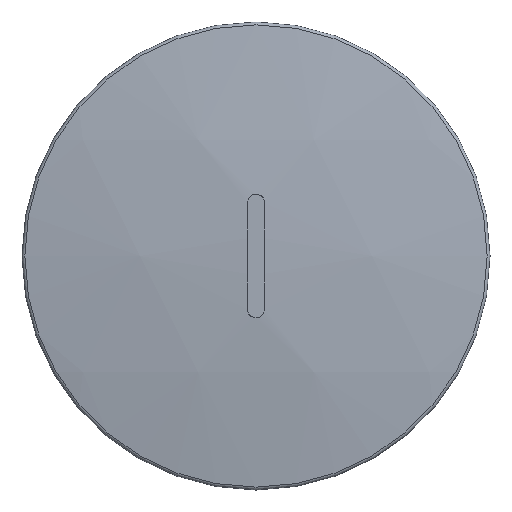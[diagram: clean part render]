
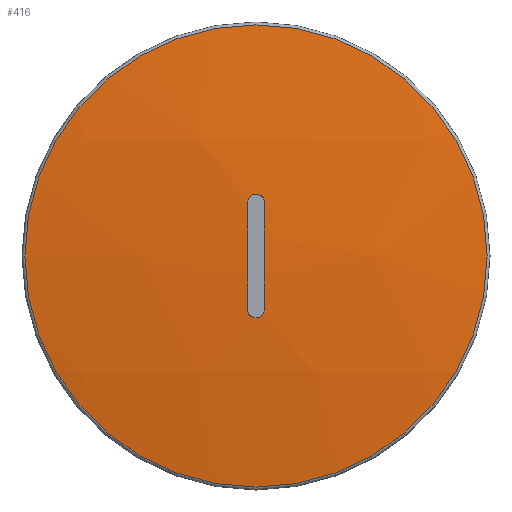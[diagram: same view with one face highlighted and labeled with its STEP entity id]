
A CAD part, left-side view. The second image highlights one B-rep face of the part: STEP entity #416.
In plain terms, the highlighted spherical face has radius 213.087 mm.
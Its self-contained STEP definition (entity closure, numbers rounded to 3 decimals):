
#43=ELLIPSE('',#466,1.226,1.225);
#44=ELLIPSE('',#468,1.226,1.225);
#45=SPHERICAL_SURFACE('',#464,213.087);
#81=FACE_BOUND('',#139,.T.);
#101=FACE_OUTER_BOUND('',#138,.T.);
#138=EDGE_LOOP('',(#328));
#139=EDGE_LOOP('',(#329,#330,#331,#332));
#184=CIRCLE('',#463,33.579);
#185=CIRCLE('',#465,213.083);
#186=CIRCLE('',#467,213.083);
#224=VERTEX_POINT('',#1440);
#225=VERTEX_POINT('',#1443);
#226=VERTEX_POINT('',#1444);
#227=VERTEX_POINT('',#1446);
#228=VERTEX_POINT('',#1448);
#267=EDGE_CURVE('',#224,#224,#184,.T.);
#268=EDGE_CURVE('',#225,#226,#185,.T.);
#269=EDGE_CURVE('',#226,#227,#43,.T.);
#270=EDGE_CURVE('',#227,#228,#186,.T.);
#271=EDGE_CURVE('',#228,#225,#44,.T.);
#328=ORIENTED_EDGE('',*,*,#267,.F.);
#329=ORIENTED_EDGE('',*,*,#268,.T.);
#330=ORIENTED_EDGE('',*,*,#269,.T.);
#331=ORIENTED_EDGE('',*,*,#270,.T.);
#332=ORIENTED_EDGE('',*,*,#271,.T.);
#416=ADVANCED_FACE('',(#101,#81),#45,.T.);
#463=AXIS2_PLACEMENT_3D('',#1441,#539,#540);
#464=AXIS2_PLACEMENT_3D('',#1442,#541,#542);
#465=AXIS2_PLACEMENT_3D('',#1445,#543,#544);
#466=AXIS2_PLACEMENT_3D('',#1447,#545,#546);
#467=AXIS2_PLACEMENT_3D('',#1449,#547,#548);
#468=AXIS2_PLACEMENT_3D('',#1450,#549,#550);
#539=DIRECTION('center_axis',(1.,0.,0.));
#540=DIRECTION('ref_axis',(0.,-1.,0.));
#541=DIRECTION('center_axis',(0.,0.,1.));
#542=DIRECTION('ref_axis',(1.,0.,0.));
#543=DIRECTION('center_axis',(0.,-1.,0.));
#544=DIRECTION('ref_axis',(0.,0.,1.));
#545=DIRECTION('center_axis',(0.999,0.,0.036));
#546=DIRECTION('ref_axis',(0.036,0.,-0.999));
#547=DIRECTION('center_axis',(0.,1.,0.));
#548=DIRECTION('ref_axis',(0.,0.,-1.));
#549=DIRECTION('center_axis',(0.999,0.,-0.036));
#550=DIRECTION('ref_axis',(0.036,0.,0.999));
#1440=CARTESIAN_POINT('',(-13.338,33.579,0.));
#1441=CARTESIAN_POINT('Origin',(-13.338,0.,
0.));
#1442=CARTESIAN_POINT('Origin',(197.087,0.,0.));
#1443=CARTESIAN_POINT('',(-15.855,-1.225,7.775));
#1444=CARTESIAN_POINT('',(-15.855,-1.225,-7.775));
#1445=CARTESIAN_POINT('Origin',(197.087,-1.225,0.));
#1446=CARTESIAN_POINT('',(-15.855,1.225,-7.775));
#1447=CARTESIAN_POINT('Origin',(-15.855,0.,
-7.775));
#1448=CARTESIAN_POINT('',(-15.855,1.225,7.775));
#1449=CARTESIAN_POINT('Origin',(197.087,1.225,0.));
#1450=CARTESIAN_POINT('Origin',(-15.855,0.,
7.775));
